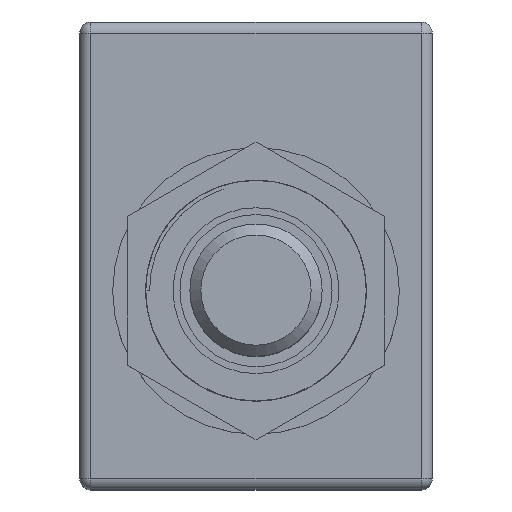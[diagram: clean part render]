
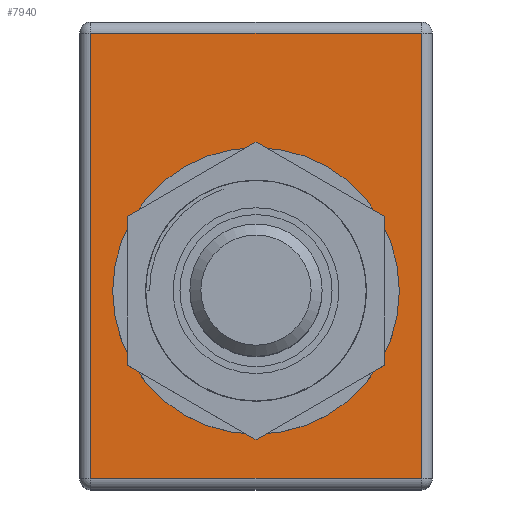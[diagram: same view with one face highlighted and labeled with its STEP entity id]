
A CAD part, top view. The second image highlights one B-rep face of the part: STEP entity #7940.
In plain terms, the highlighted planar face has unit normal (0, 0, 1).
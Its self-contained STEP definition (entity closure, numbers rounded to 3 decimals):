
#905=FACE_BOUND('',#1656,.T.);
#960=PLANE('',#8398);
#1186=FACE_OUTER_BOUND('',#1655,.T.);
#1655=EDGE_LOOP('',(#5968,#5969,#5970,#5971));
#1656=EDGE_LOOP('',(#5972));
#2313=LINE('',#12485,#3057);
#2314=LINE('',#12487,#3058);
#2315=LINE('',#12489,#3059);
#2316=LINE('',#12490,#3060);
#3057=VECTOR('',#9040,15.);
#3058=VECTOR('',#9041,20.2);
#3059=VECTOR('',#9042,15.);
#3060=VECTOR('',#9043,20.2);
#3553=CIRCLE('',#8399,6.5);
#3923=VERTEX_POINT('',#12483);
#3924=VERTEX_POINT('',#12484);
#3925=VERTEX_POINT('',#12486);
#3926=VERTEX_POINT('',#12488);
#3927=VERTEX_POINT('',#12491);
#4717=EDGE_CURVE('',#3923,#3924,#2313,.T.);
#4718=EDGE_CURVE('',#3924,#3925,#2314,.T.);
#4719=EDGE_CURVE('',#3925,#3926,#2315,.T.);
#4720=EDGE_CURVE('',#3926,#3923,#2316,.T.);
#4721=EDGE_CURVE('',#3927,#3927,#3553,.T.);
#5968=ORIENTED_EDGE('',*,*,#4717,.T.);
#5969=ORIENTED_EDGE('',*,*,#4718,.T.);
#5970=ORIENTED_EDGE('',*,*,#4719,.T.);
#5971=ORIENTED_EDGE('',*,*,#4720,.T.);
#5972=ORIENTED_EDGE('',*,*,#4721,.F.);
#7940=ADVANCED_FACE('',(#1186,#905),#960,.T.);
#8398=AXIS2_PLACEMENT_3D('',#12482,#9038,#9039);
#8399=AXIS2_PLACEMENT_3D('',#12492,#9044,#9045);
#9038=DIRECTION('center_axis',(0.,0.,1.));
#9039=DIRECTION('ref_axis',(1.,0.,0.));
#9040=DIRECTION('',(1.,0.,0.));
#9041=DIRECTION('',(0.,1.,0.));
#9042=DIRECTION('',(-1.,0.,0.));
#9043=DIRECTION('',(0.,-1.,0.));
#9044=DIRECTION('center_axis',(0.,0.,1.));
#9045=DIRECTION('ref_axis',(1.,0.,0.));
#12482=CARTESIAN_POINT('Origin',(0.,0.,14.));
#12483=CARTESIAN_POINT('',(-7.5,-10.1,14.));
#12484=CARTESIAN_POINT('',(7.5,-10.1,14.));
#12485=CARTESIAN_POINT('',(-7.5,-10.1,14.));
#12486=CARTESIAN_POINT('',(7.5,10.1,14.));
#12487=CARTESIAN_POINT('',(7.5,-10.1,14.));
#12488=CARTESIAN_POINT('',(-7.5,10.1,14.));
#12489=CARTESIAN_POINT('',(7.5,10.1,14.));
#12490=CARTESIAN_POINT('',(-7.5,10.1,14.));
#12491=CARTESIAN_POINT('',(6.5,-1.6,14.));
#12492=CARTESIAN_POINT('Origin',(0.,-1.6,14.));
